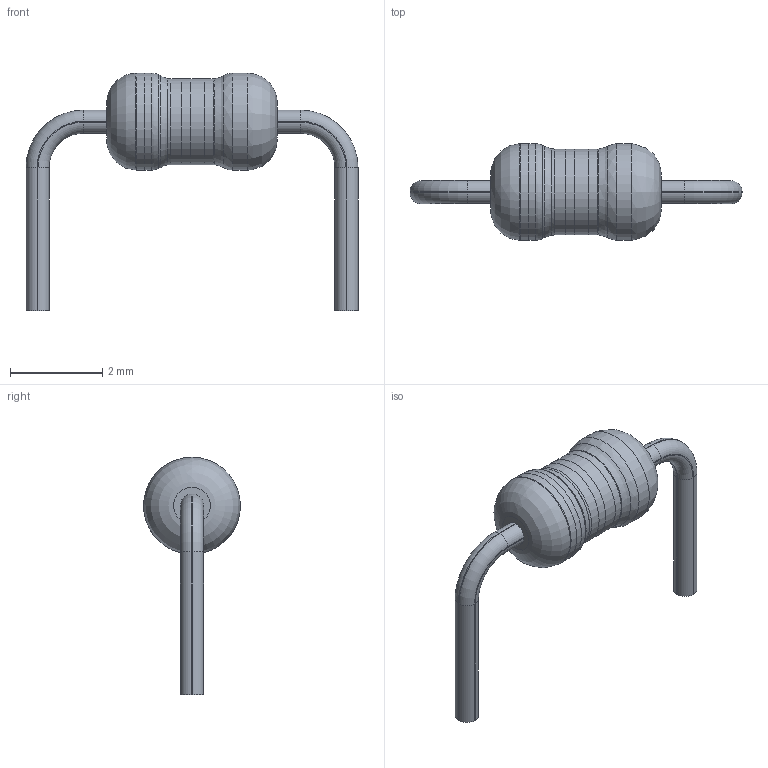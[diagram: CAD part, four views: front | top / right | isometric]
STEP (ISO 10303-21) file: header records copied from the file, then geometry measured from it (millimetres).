
FILE_DESCRIPTION(('FreeCAD Model'),'2;1');
FILE_NAME('axial_resistor_L3.7_D2.1_PinD0.5_Pitch6.7_light_blue.step', '2020-04-30T13:49:02',('Author'),(''), 'Open CASCADE STEP processor 7.3','FreeCAD','Unknown');
FILE_SCHEMA(('AUTOMOTIVE_DESIGN { 1 0 10303 214 1 1 1 1 }'));
Length unit declared in the file: millimetre
Products named in the file (10): Body_004; Body_000; Stripe_red; Pin; Body_003; Stripe_green; Body_001; Body_002; Stripe_blue; Stripe_yellow
Bounding box: 7.2 x 2.1 x 5.15 mm (x, y, z)
Volume: 12.9 mm3; surface area: 91.4 mm2
Topology: 11 solids, 11 shells, 83 faces, 159 edges, 98 vertices
Faces by surface type: plane 38, cylinder 27, revolution 10, torus 8
Full cylindrical faces by diameter (mm): 1.863 x4, 2.1 x3
Entity records: 8854 total; most frequent: CARTESIAN_POINT 4964, DIRECTION 659, ORIENTED_EDGE 318, PCURVE 318, DEFINITIONAL_REPRESENTATION 318, LINE 311, VECTOR 311, AXIS2_PLACEMENT_3D 160
